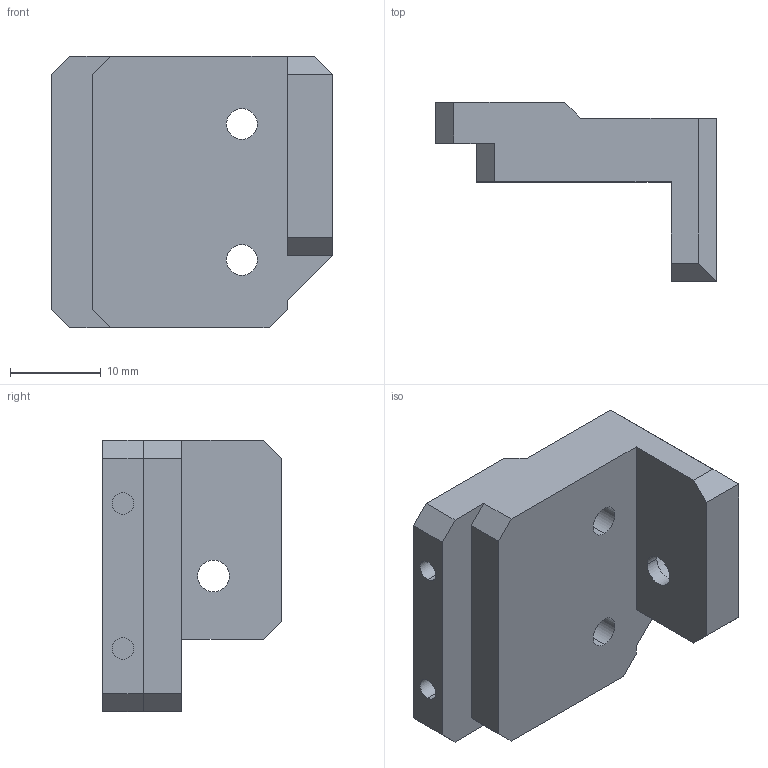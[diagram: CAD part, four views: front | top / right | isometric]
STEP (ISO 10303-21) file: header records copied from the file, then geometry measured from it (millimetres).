
FILE_DESCRIPTION (( 'STEP AP203' ), '1' );
FILE_NAME ('Y轴皮带连接块（加强固定）.STEP', '2023-01-06T08:20:10', ( '个人用户' ), ( '微软中国' ), 'SwSTEP 2.0', 'SolidWorks 2019', '' );
FILE_SCHEMA (( 'CONFIG_CONTROL_DESIGN' ));
Length unit declared in the file: millimetre
Products named in the file (1): Y轴皮带连接块（加强固定）
Bounding box: 31 x 19.75 x 30 mm (x, y, z)
Volume: 7104.2 mm3; surface area: 3689.5 mm2
Topology: 1 solids, 1 shells, 65 faces, 169 edges, 112 vertices
Faces by surface type: plane 49, cylinder 16
Entity records: 2076 total; most frequent: CARTESIAN_POINT 347, ORIENTED_EDGE 338, DIRECTION 333, EDGE_CURVE 169, VECTOR 137, LINE 137, VERTEX_POINT 112, AXIS2_PLACEMENT_3D 98
